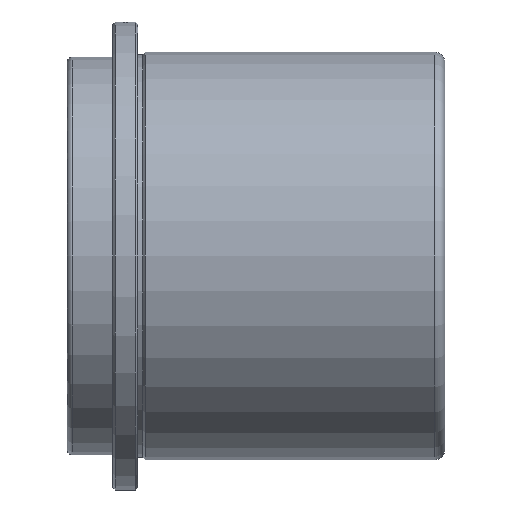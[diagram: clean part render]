
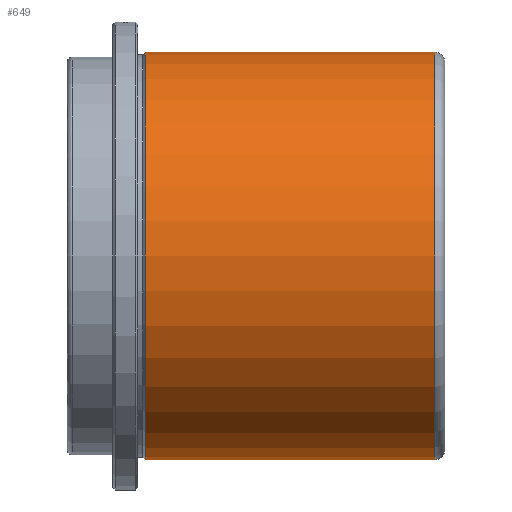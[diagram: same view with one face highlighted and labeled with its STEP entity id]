
A CAD part, left-side view. The second image highlights one B-rep face of the part: STEP entity #649.
In plain terms, the highlighted cylindrical face has radius 40.5 mm (diameter 81 mm), a partial arc.
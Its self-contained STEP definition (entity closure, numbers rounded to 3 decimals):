
#12 = ORIENTED_EDGE ( 'NONE', *, *, #4195, .T. ) ;
#210 = CARTESIAN_POINT ( 'NONE',  ( 0., 0., 40.5 ) ) ;
#248 = LINE ( 'NONE', #210, #4841 ) ;
#261 = DIRECTION ( 'NONE',  ( 0., 1., 0. ) ) ;
#599 = AXIS2_PLACEMENT_3D ( 'NONE', #1162, #3406, #6827 ) ;
#649 = ADVANCED_FACE ( 'NONE', ( #2623 ), #4684, .T. ) ;
#887 = CARTESIAN_POINT ( 'NONE',  ( 0., 0., -40.5 ) ) ;
#1076 = ORIENTED_EDGE ( 'NONE', *, *, #2062, .F. ) ;
#1162 = CARTESIAN_POINT ( 'NONE',  ( 0., 0., 0. ) ) ;
#1317 = VERTEX_POINT ( 'NONE', #4395 ) ;
#1379 = VECTOR ( 'NONE', #4815, 1000. ) ;
#2034 = CARTESIAN_POINT ( 'NONE',  ( 0., -12.248, 0. ) ) ;
#2062 = EDGE_CURVE ( 'NONE', #7050, #5292, #6748, .T. ) ;
#2155 = CARTESIAN_POINT ( 'NONE',  ( 0., 45.252, 0. ) ) ;
#2623 = FACE_OUTER_BOUND ( 'NONE', #6451, .T. ) ;
#2874 = CARTESIAN_POINT ( 'NONE',  ( 0., -12.248, 40.5 ) ) ;
#3074 = DIRECTION ( 'NONE',  ( 0., 0., 1. ) ) ;
#3085 = ORIENTED_EDGE ( 'NONE', *, *, #3429, .T. ) ;
#3234 = CIRCLE ( 'NONE', #5655, 40.5 ) ;
#3316 = EDGE_CURVE ( 'NONE', #5292, #1317, #4676, .T. ) ;
#3406 = DIRECTION ( 'NONE',  ( 0., 1., 0. ) ) ;
#3429 = EDGE_CURVE ( 'NONE', #7050, #5339, #3234, .T. ) ;
#3524 = ORIENTED_EDGE ( 'NONE', *, *, #3316, .F. ) ;
#4195 = EDGE_CURVE ( 'NONE', #5339, #1317, #248, .T. ) ;
#4395 = CARTESIAN_POINT ( 'NONE',  ( 0., 45.252, 40.5 ) ) ;
#4502 = CARTESIAN_POINT ( 'NONE',  ( 0., 45.252, -40.5 ) ) ;
#4676 = CIRCLE ( 'NONE', #7142, 40.5 ) ;
#4684 = CYLINDRICAL_SURFACE ( 'NONE', #599, 40.5 ) ;
#4815 = DIRECTION ( 'NONE',  ( 0., 1., 0. ) ) ;
#4841 = VECTOR ( 'NONE', #261, 1000. ) ;
#5292 = VERTEX_POINT ( 'NONE', #4502 ) ;
#5339 = VERTEX_POINT ( 'NONE', #2874 ) ;
#5429 = DIRECTION ( 'NONE',  ( 0., 1., 0. ) ) ;
#5655 = AXIS2_PLACEMENT_3D ( 'NONE', #2034, #6998, #3074 ) ;
#6017 = DIRECTION ( 'NONE',  ( 0., 0., 1. ) ) ;
#6226 = CARTESIAN_POINT ( 'NONE',  ( 0., -12.248, -40.5 ) ) ;
#6451 = EDGE_LOOP ( 'NONE', ( #1076, #3085, #12, #3524 ) ) ;
#6748 = LINE ( 'NONE', #887, #1379 ) ;
#6827 = DIRECTION ( 'NONE',  ( 0., 0., 1. ) ) ;
#6998 = DIRECTION ( 'NONE',  ( 0., 1., 0. ) ) ;
#7050 = VERTEX_POINT ( 'NONE', #6226 ) ;
#7142 = AXIS2_PLACEMENT_3D ( 'NONE', #2155, #5429, #6017 ) ;
